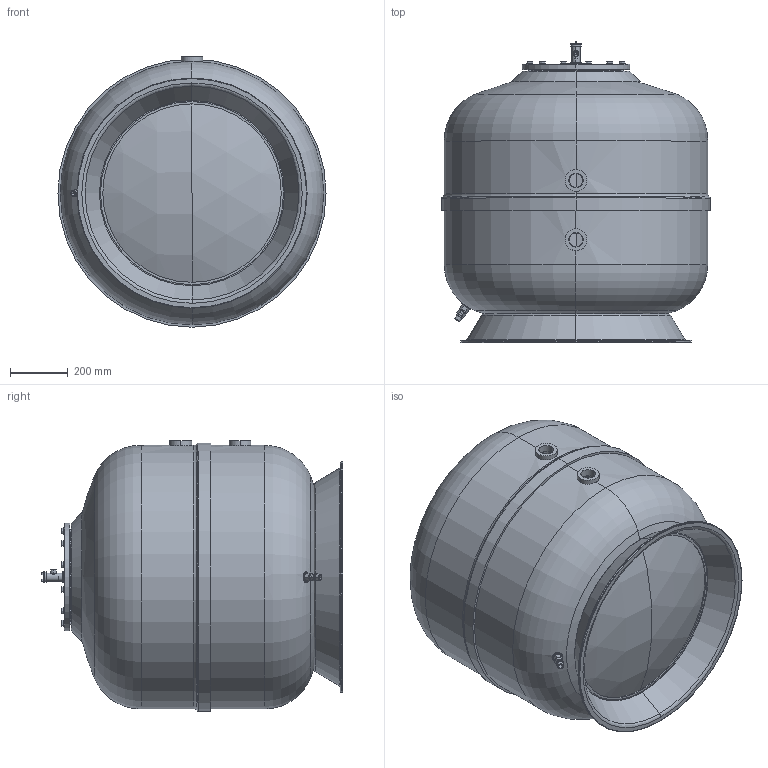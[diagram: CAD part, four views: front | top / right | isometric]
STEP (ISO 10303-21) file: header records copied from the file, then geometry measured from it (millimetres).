
FILE_DESCRIPTION (( 'STEP AP214' ), '1' );
FILE_NAME ('larix90c.STEP', '2020-06-17T13:57:38', ( '' ), ( '' ), 'SwSTEP 2.0', 'SolidWorks 2019', '' );
FILE_SCHEMA (( 'AUTOMOTIVE_DESIGN' ));
Length unit declared in the file: millimetre
Products named in the file (17): washer_fi10^glass_cover_dn300_larix90c(2)_larix90c; larix90c(2)^larix90c; filter_nozzle_drain_larix^larix90c(2)_larix90c; dished_top_90c^larix90c(2)_larix90c; gasket_dn300_larix^glass_cover_dn300_larix90c(2)_larix90c; larix_drain_gasket^drain_1_2_larix90c(2)_larix90c; dished_bottom_90c^larix90c(2)_larix90c; larix_drain^drain_1_2_larix90c(2)_larix90c; glass_cover_dn300^larix90c(2)_larix90c; vent1_2^glass_cover_dn300_larix90c(2)_larix90c; hex_screw_m10_40^glass_cover_dn300_larix90c(2)_larix90c; larix90c; glass_cover_dn300(2)^glass_cover_dn300_larix90c(2)_larix90c; gasket_vent^glass_cover_dn300_larix90c(2)_larix90c; drain_1_2^larix90c(2)_larix90c; socket_ma3_63^larix90c(2)_larix90c; support_90c^larix90c(2)_larix90c
Assembly tree (39 placements, depth 4):
  larix90c
    larix90c(2)^larix90c
      support_90c^larix90c(2)_larix90c
      dished_bottom_90c^larix90c(2)_larix90c
      drain_1_2^larix90c(2)_larix90c
        larix_drain^drain_1_2_larix90c(2)_larix90c
        larix_drain_gasket^drain_1_2_larix90c(2)_larix90c
      filter_nozzle_drain_larix^larix90c(2)_larix90c
      socket_ma3_63^larix90c(2)_larix90c  x2
      dished_top_90c^larix90c(2)_larix90c
      glass_cover_dn300^larix90c(2)_larix90c
        glass_cover_dn300(2)^glass_cover_dn300_larix90c(2)_larix90c
        gasket_dn300_larix^glass_cover_dn300_larix90c(2)_larix90c
        washer_fi10^glass_cover_dn300_larix90c(2)_larix90c  x12
        hex_screw_m10_40^glass_cover_dn300_larix90c(2)_larix90c  x12
        gasket_vent^glass_cover_dn300_larix90c(2)_larix90c
        vent1_2^glass_cover_dn300_larix90c(2)_larix90c
Bounding box: 931.56 x 1047.62 x 939.36 mm (x, y, z)
Volume: 17708034.2 mm3; surface area: 7677069.3 mm2
Topology: 35 solids, 49 shells, 857 faces, 1968 edges, 1206 vertices
Faces by surface type: plane 319, cylinder 280, cone 152, torus 88, sphere 14, bspline 4
Entity records: 24170 total; most frequent: CARTESIAN_POINT 6677, DIRECTION 2924, ORIENTED_EDGE 2640, EDGE_CURVE 1344, AXIS2_PLACEMENT_3D 1244, VERTEX_POINT 838, EDGE_LOOP 710, CIRCLE 632
